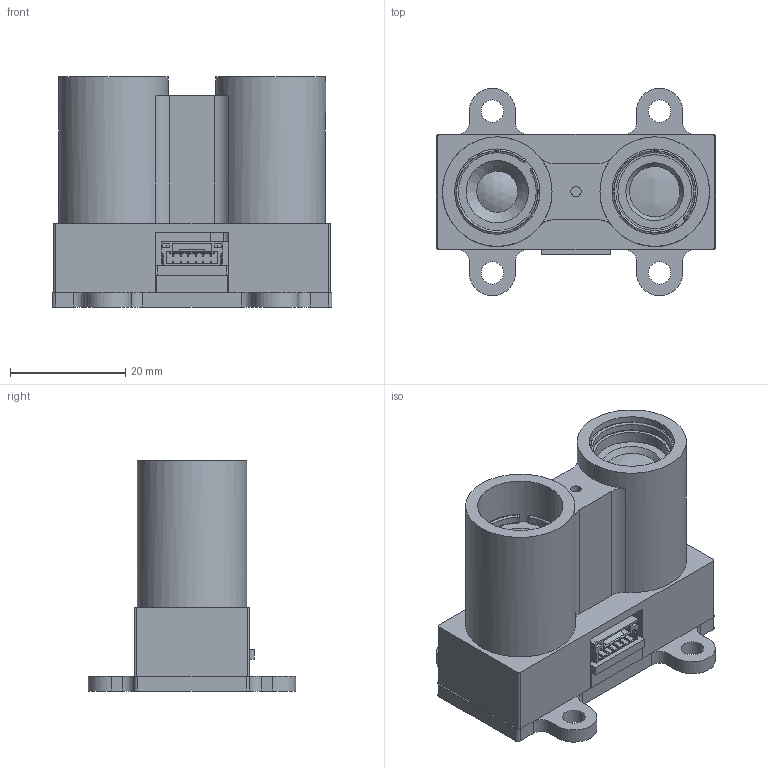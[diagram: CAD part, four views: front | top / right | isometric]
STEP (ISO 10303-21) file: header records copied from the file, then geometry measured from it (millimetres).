
FILE_DESCRIPTION(('FreeCAD Model'),'2;1');
FILE_NAME('Garmin_LIDAR-Lite_v3.step','2017-11-06T10:03:53',('kicad StepUp'),('ksu MCAD'), 'Open CASCADE STEP processor 6.8','FreeCAD','Unknown');
FILE_SCHEMA(('AUTOMOTIVE_DESIGN_CC2 { 1 2 10303 214 -1 1 5 4 }'));
Length unit declared in the file: millimetre
Products named in the file (1): Garmin_LIDAR-Lite_v3
Bounding box: 48.5 x 36 x 39.9 mm (x, y, z)
Volume: 27624.8 mm3; surface area: 9533.2 mm2
Topology: 1 solids, 1 shells, 534 faces, 1518 edges, 959 vertices
Faces by surface type: plane 437, cylinder 77, torus 8, revolution 8, cone 2, sphere 2
Full cylindrical faces by diameter (mm): 1.8 x1, 3.9 x4, 12.8 x1, 14.8 x2, 19 x2
Entity records: 20947 total; most frequent: CARTESIAN_POINT 3068, ORIENTED_EDGE 3064, DIRECTION 2790, EDGE_CURVE 1518, LINE 1308, VECTOR 1308, VERTEX_POINT 959, AXIS2_PLACEMENT_3D 737
